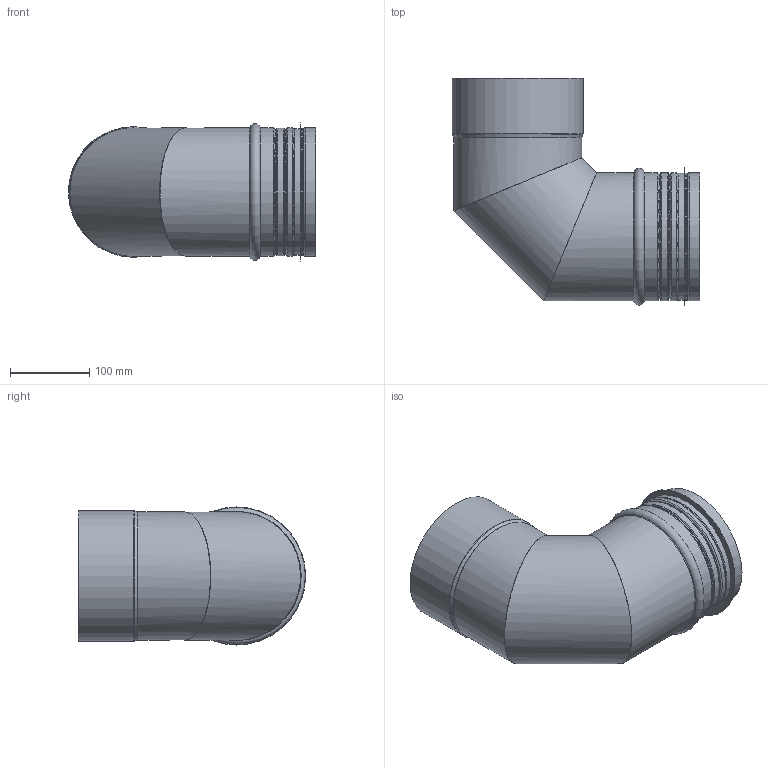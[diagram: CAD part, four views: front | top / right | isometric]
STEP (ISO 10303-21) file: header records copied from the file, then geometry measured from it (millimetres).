
FILE_DESCRIPTION(/* description */ ('Rörämne n böj imkanal'),/* implementation_level */ '2;1');
FILE_NAME(/* name */ 'HVH-90-02.stp',/* time_stamp */ '2016-02-10T15:30:35+01:00',/* author */ ('John'),/* organization */ (''),/* preprocessor_version */ 'ST-DEVELOPER v15.6',/* originating_system */ 'Autodesk Inventor 2015',/* authorisation */ '');
FILE_SCHEMA (('AUTOMOTIVE_DESIGN { 1 0 10303 214 3 1 1 }'));
Length unit declared in the file: millimetre
Products named in the file (6): HVH-90-AA-02; HVH-90-AB-02; HVH-90-AC-02; HIK-AA-3; HIK-AB-3; HVH-90-02
Assembly tree (5 placements, depth 2):
  HVH-90-02
    HVH-90-AA-02
    HVH-90-AB-02
    HVH-90-AC-02
    HIK-AA-3
    HIK-AB-3
Bounding box: 312.6 x 287.51 x 174.6 mm (x, y, z)
Volume: 229232.1 mm3; surface area: 446653.9 mm2
Topology: 5 solids, 5 shells, 136 faces, 272 edges, 146 vertices
Faces by surface type: plane 68, torus 32, cylinder 24, cone 12
Full cylindrical faces by diameter (mm): 157 x2, 160.6 x2, 161.6 x1, 174.6 x1
Entity records: 3669 total; most frequent: DIRECTION 690, CARTESIAN_POINT 551, ORIENTED_EDGE 516, AXIS2_PLACEMENT_3D 285, EDGE_CURVE 258, EDGE_LOOP 154, VERTEX_POINT 146, STYLED_ITEM 141
